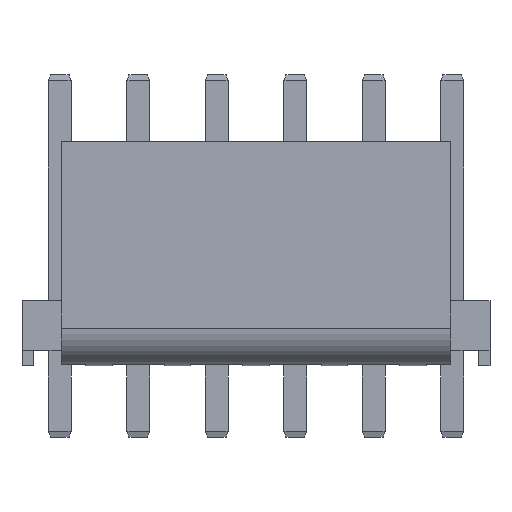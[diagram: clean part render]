
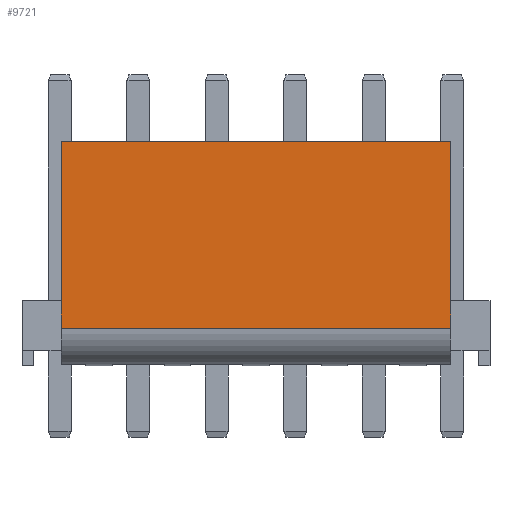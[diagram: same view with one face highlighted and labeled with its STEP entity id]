
A CAD part, front view. The second image highlights one B-rep face of the part: STEP entity #9721.
In plain terms, the highlighted planar face has unit normal (0, -1, 0).
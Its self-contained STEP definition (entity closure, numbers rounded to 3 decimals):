
#1856 = PLANE('',#1857);
#1857 = AXIS2_PLACEMENT_3D('',#1858,#1859,#1860);
#1858 = CARTESIAN_POINT('',(19.725,-4.9,13.935));
#1859 = DIRECTION('',(-1.,0.,0.));
#1860 = DIRECTION('',(-0.,0.,-1.));
#2470 = PLANE('',#2471);
#2471 = AXIS2_PLACEMENT_3D('',#2472,#2473,#2474);
#2472 = CARTESIAN_POINT('',(0.075,-4.9,-0.695));
#2473 = DIRECTION('',(1.,0.,0.));
#2474 = DIRECTION('',(0.,0.,1.));
#4935 = EDGE_CURVE('',#4936,#4938,#4940,.T.);
#4936 = VERTEX_POINT('',#4937);
#4937 = CARTESIAN_POINT('',(0.075,-4.9,1.91));
#4938 = VERTEX_POINT('',#4939);
#4939 = CARTESIAN_POINT('',(0.075,-4.9,11.33));
#4940 = SURFACE_CURVE('',#4941,(#4945,#4952),.PCURVE_S1.);
#4941 = LINE('',#4942,#4943);
#4942 = CARTESIAN_POINT('',(0.075,-4.9,-0.695));
#4943 = VECTOR('',#4944,1.);
#4944 = DIRECTION('',(0.,0.,1.));
#4945 = PCURVE('',#2470,#4946);
#4946 = DEFINITIONAL_REPRESENTATION('',(#4947),#4951);
#4947 = LINE('',#4948,#4949);
#4948 = CARTESIAN_POINT('',(0.,0.));
#4949 = VECTOR('',#4950,1.);
#4950 = DIRECTION('',(1.,0.));
#4951 = ( GEOMETRIC_REPRESENTATION_CONTEXT(2)
PARAMETRIC_REPRESENTATION_CONTEXT() REPRESENTATION_CONTEXT('2D SPACE',''
) );
#4952 = PCURVE('',#4953,#4958);
#4953 = PLANE('',#4954);
#4954 = AXIS2_PLACEMENT_3D('',#4955,#4956,#4957);
#4955 = CARTESIAN_POINT('',(21.705,-4.9,11.33));
#4956 = DIRECTION('',(0.,-1.,0.));
#4957 = DIRECTION('',(-0.,0.,-1.));
#4958 = DEFINITIONAL_REPRESENTATION('',(#4959),#4963);
#4959 = LINE('',#4960,#4961);
#4960 = CARTESIAN_POINT('',(12.025,-21.63));
#4961 = VECTOR('',#4962,1.);
#4962 = DIRECTION('',(-1.,0.));
#4963 = ( GEOMETRIC_REPRESENTATION_CONTEXT(2)
PARAMETRIC_REPRESENTATION_CONTEXT() REPRESENTATION_CONTEXT('2D SPACE',''
) );
#4982 = CYLINDRICAL_SURFACE('',#4983,1.948);
#4983 = AXIS2_PLACEMENT_3D('',#4984,#4985,#4986);
#4984 = CARTESIAN_POINT('',(21.705,-2.953,1.947));
#4985 = DIRECTION('',(1.,0.,0.));
#4986 = DIRECTION('',(0.,-1.,
-0.019));
#5214 = PLANE('',#5215);
#5215 = AXIS2_PLACEMENT_3D('',#5216,#5217,#5218);
#5216 = CARTESIAN_POINT('',(21.705,-4.13,11.33));
#5217 = DIRECTION('',(0.,0.,1.));
#5218 = DIRECTION('',(0.,-1.,0.));
#6389 = EDGE_CURVE('',#6390,#6392,#6394,.T.);
#6390 = VERTEX_POINT('',#6391);
#6391 = CARTESIAN_POINT('',(19.725,-4.9,11.33));
#6392 = VERTEX_POINT('',#6393);
#6393 = CARTESIAN_POINT('',(19.725,-4.9,1.91));
#6394 = SURFACE_CURVE('',#6395,(#6399,#6406),.PCURVE_S1.);
#6395 = LINE('',#6396,#6397);
#6396 = CARTESIAN_POINT('',(19.725,-4.9,13.935));
#6397 = VECTOR('',#6398,1.);
#6398 = DIRECTION('',(0.,-0.,-1.));
#6399 = PCURVE('',#1856,#6400);
#6400 = DEFINITIONAL_REPRESENTATION('',(#6401),#6405);
#6401 = LINE('',#6402,#6403);
#6402 = CARTESIAN_POINT('',(0.,0.));
#6403 = VECTOR('',#6404,1.);
#6404 = DIRECTION('',(1.,0.));
#6405 = ( GEOMETRIC_REPRESENTATION_CONTEXT(2)
PARAMETRIC_REPRESENTATION_CONTEXT() REPRESENTATION_CONTEXT('2D SPACE',''
) );
#6406 = PCURVE('',#4953,#6407);
#6407 = DEFINITIONAL_REPRESENTATION('',(#6408),#6412);
#6408 = LINE('',#6409,#6410);
#6409 = CARTESIAN_POINT('',(-2.605,-1.98));
#6410 = VECTOR('',#6411,1.);
#6411 = DIRECTION('',(1.,0.));
#6412 = ( GEOMETRIC_REPRESENTATION_CONTEXT(2)
PARAMETRIC_REPRESENTATION_CONTEXT() REPRESENTATION_CONTEXT('2D SPACE',''
) );
#9721 = ADVANCED_FACE('',(#9722),#4953,.T.);
#9722 = FACE_BOUND('',#9723,.T.);
#9723 = EDGE_LOOP('',(#9724,#9725,#9746,#9747));
#9724 = ORIENTED_EDGE('',*,*,#6389,.F.);
#9725 = ORIENTED_EDGE('',*,*,#9726,.T.);
#9726 = EDGE_CURVE('',#6390,#4938,#9727,.T.);
#9727 = SURFACE_CURVE('',#9728,(#9732,#9739),.PCURVE_S1.);
#9728 = LINE('',#9729,#9730);
#9729 = CARTESIAN_POINT('',(21.705,-4.9,11.33));
#9730 = VECTOR('',#9731,1.);
#9731 = DIRECTION('',(-1.,0.,0.));
#9732 = PCURVE('',#4953,#9733);
#9733 = DEFINITIONAL_REPRESENTATION('',(#9734),#9738);
#9734 = LINE('',#9735,#9736);
#9735 = CARTESIAN_POINT('',(0.,0.));
#9736 = VECTOR('',#9737,1.);
#9737 = DIRECTION('',(0.,-1.));
#9738 = ( GEOMETRIC_REPRESENTATION_CONTEXT(2)
PARAMETRIC_REPRESENTATION_CONTEXT() REPRESENTATION_CONTEXT('2D SPACE',''
) );
#9739 = PCURVE('',#5214,#9740);
#9740 = DEFINITIONAL_REPRESENTATION('',(#9741),#9745);
#9741 = LINE('',#9742,#9743);
#9742 = CARTESIAN_POINT('',(0.77,0.));
#9743 = VECTOR('',#9744,1.);
#9744 = DIRECTION('',(0.,-1.));
#9745 = ( GEOMETRIC_REPRESENTATION_CONTEXT(2)
PARAMETRIC_REPRESENTATION_CONTEXT() REPRESENTATION_CONTEXT('2D SPACE',''
) );
#9746 = ORIENTED_EDGE('',*,*,#4935,.F.);
#9747 = ORIENTED_EDGE('',*,*,#9748,.F.);
#9748 = EDGE_CURVE('',#6392,#4936,#9749,.T.);
#9749 = SURFACE_CURVE('',#9750,(#9754,#9761),.PCURVE_S1.);
#9750 = LINE('',#9751,#9752);
#9751 = CARTESIAN_POINT('',(21.705,-4.9,1.91));
#9752 = VECTOR('',#9753,1.);
#9753 = DIRECTION('',(-1.,0.,0.));
#9754 = PCURVE('',#4953,#9755);
#9755 = DEFINITIONAL_REPRESENTATION('',(#9756),#9760);
#9756 = LINE('',#9757,#9758);
#9757 = CARTESIAN_POINT('',(9.42,0.));
#9758 = VECTOR('',#9759,1.);
#9759 = DIRECTION('',(0.,-1.));
#9760 = ( GEOMETRIC_REPRESENTATION_CONTEXT(2)
PARAMETRIC_REPRESENTATION_CONTEXT() REPRESENTATION_CONTEXT('2D SPACE',''
) );
#9761 = PCURVE('',#4982,#9762);
#9762 = DEFINITIONAL_REPRESENTATION('',(#9763),#9767);
#9763 = LINE('',#9764,#9765);
#9764 = CARTESIAN_POINT('',(0.,0.));
#9765 = VECTOR('',#9766,1.);
#9766 = DIRECTION('',(0.,-1.));
#9767 = ( GEOMETRIC_REPRESENTATION_CONTEXT(2)
PARAMETRIC_REPRESENTATION_CONTEXT() REPRESENTATION_CONTEXT('2D SPACE',''
) );
